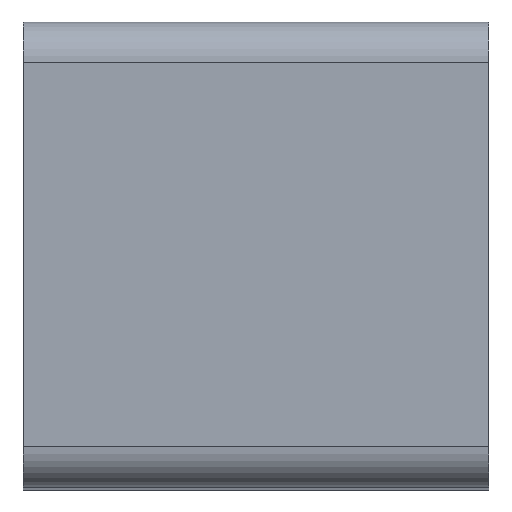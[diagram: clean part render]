
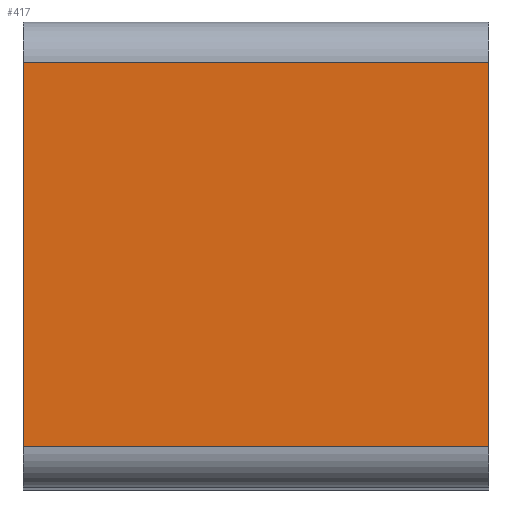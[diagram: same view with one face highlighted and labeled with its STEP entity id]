
A CAD part, top view. The second image highlights one B-rep face of the part: STEP entity #417.
In plain terms, the highlighted planar face has unit normal (0, 0, 1).
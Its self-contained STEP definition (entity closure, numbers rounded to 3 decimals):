
#148=CARTESIAN_POINT('',(-20.0,-16.5,60.0));
#149=VERTEX_POINT('',#148);
#157=CARTESIAN_POINT('',(-20.0,16.5,60.0));
#158=VERTEX_POINT('',#157);
#159=CARTESIAN_POINT('',(-20.0,-16.5,60.0));
#160=DIRECTION('',(0.0,1.0,0.0));
#161=VECTOR('',#160,33.0);
#162=LINE('',#159,#161);
#163=EDGE_CURVE('',#149,#158,#162,.T.);
#294=CARTESIAN_POINT('',(20.0,16.5,60.0));
#295=VERTEX_POINT('',#294);
#303=CARTESIAN_POINT('',(20.0,-16.5,60.0));
#304=VERTEX_POINT('',#303);
#305=CARTESIAN_POINT('',(20.0,16.5,60.0));
#306=DIRECTION('',(0.0,-1.0,0.0));
#307=VECTOR('',#306,33.0);
#308=LINE('',#305,#307);
#309=EDGE_CURVE('',#295,#304,#308,.T.);
#392=CARTESIAN_POINT('',(20.0,-16.5,60.0));
#393=DIRECTION('',(-1.0,0.0,0.0));
#394=VECTOR('',#393,40.0);
#395=LINE('',#392,#394);
#396=EDGE_CURVE('',#304,#149,#395,.T.);
#401=CARTESIAN_POINT('',(0.0,0.,60.0));
#402=DIRECTION('',(0.0,0.0,1.0));
#403=DIRECTION('',(1.0,0.0,0.0));
#404=AXIS2_PLACEMENT_3D('',#401,#402,#403);
#405=PLANE('',#404);
#406=ORIENTED_EDGE('',*,*,#396,.F.);
#407=ORIENTED_EDGE('',*,*,#309,.F.);
#408=CARTESIAN_POINT('',(-20.0,16.5,60.0));
#409=DIRECTION('',(1.0,0.0,0.0));
#410=VECTOR('',#409,40.0);
#411=LINE('',#408,#410);
#412=EDGE_CURVE('',#158,#295,#411,.T.);
#413=ORIENTED_EDGE('',*,*,#412,.F.);
#414=ORIENTED_EDGE('',*,*,#163,.F.);
#415=EDGE_LOOP('',(#406,#407,#413,#414));
#416=FACE_OUTER_BOUND('',#415,.T.);
#417=ADVANCED_FACE('',(#416),#405,.T.);
